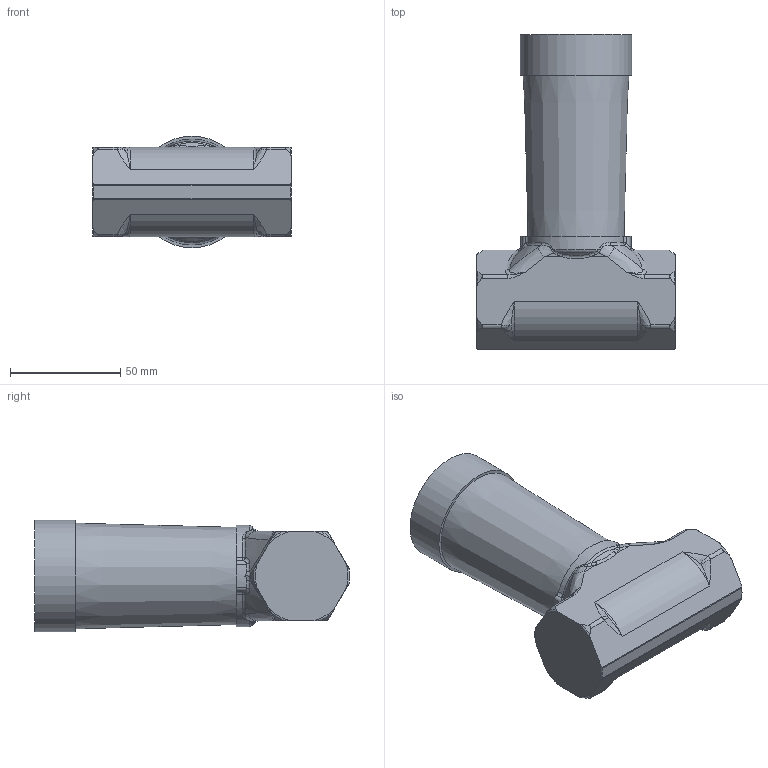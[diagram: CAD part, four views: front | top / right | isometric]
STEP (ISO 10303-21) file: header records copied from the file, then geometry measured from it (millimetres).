
FILE_DESCRIPTION(/* description */ ('Unknown'),/* implementation_level */ '2;1');
FILE_NAME(/* name */ '29805000',/* time_stamp */ '2022-09-01T13:22:44+02:00',/* author */ ('Unknown'),/* organization */ ('GROHE AG'),/* preprocessor_version */ 'ST-DEVELOPER v16.7',/* originating_system */ 'DEX',/* authorisation */ $);
FILE_SCHEMA (('AUTOMOTIVE_DESIGN {1 0 10303 214 3 1 1}'));
Length unit declared in the file: millimetre
Products named in the file (3): 29805000; 29805000_0
Assembly tree (2 placements, depth 2):
  29805000
    29805000
    29805000_0
Bounding box: 90 x 142.75 x 50.6 mm (x, y, z)
Volume: 163188.1 mm3; surface area: 66928.2 mm2
Topology: 2 solids, 6 shells, 282 faces, 687 edges, 387 vertices
Faces by surface type: bspline 113, cylinder 62, plane 44, torus 36, cone 21, sphere 6
Full cylindrical faces by diameter (mm): 9 x1, 12 x1, 30.948 x1, 41.5 x1, 42 x1, 50.6 x1
Entity records: 9806 total; most frequent: CARTESIAN_POINT 4252, ORIENTED_EDGE 1282, DIRECTION 942, EDGE_CURVE 641, AXIS2_PLACEMENT_3D 413, VERTEX_POINT 386, EDGE_LOOP 299, FACE_BOUND 299
